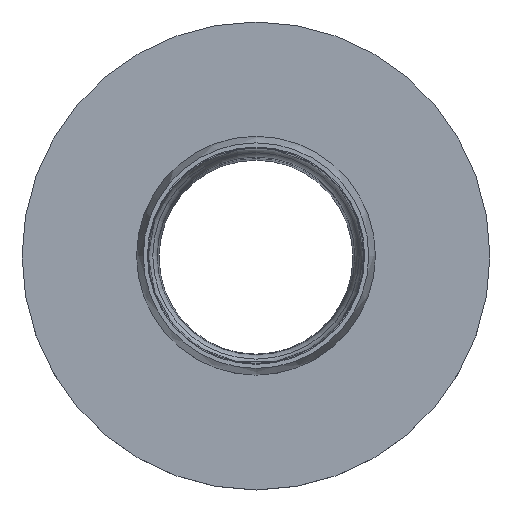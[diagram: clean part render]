
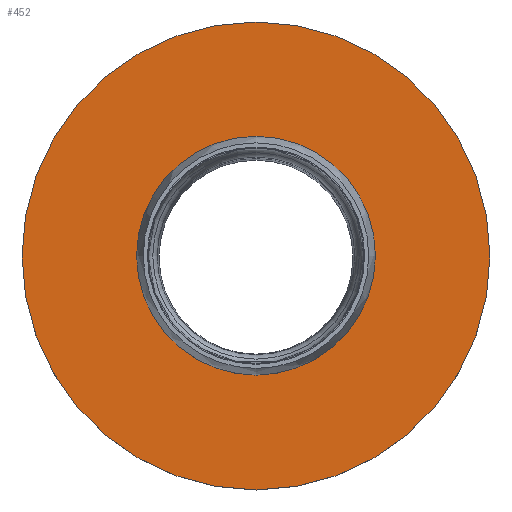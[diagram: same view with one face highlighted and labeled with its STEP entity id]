
A CAD part, top view. The second image highlights one B-rep face of the part: STEP entity #452.
In plain terms, the highlighted planar face has unit normal (0, 0, 1).
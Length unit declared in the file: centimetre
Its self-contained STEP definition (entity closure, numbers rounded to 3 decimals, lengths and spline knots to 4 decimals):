
#25=FACE_BOUND('',#108,.T.);
#31=PLANE('',#531);
#74=FACE_OUTER_BOUND('',#107,.T.);
#107=EDGE_LOOP('',(#412));
#108=EDGE_LOOP('',(#413));
#183=CIRCLE('',#526,37.5);
#186=CIRCLE('',#530,82.5);
#223=VERTEX_POINT('',#922);
#226=VERTEX_POINT('',#930);
#284=EDGE_CURVE('',#223,#223,#183,.T.);
#289=EDGE_CURVE('',#226,#226,#186,.T.);
#412=ORIENTED_EDGE('',*,*,#289,.T.);
#413=ORIENTED_EDGE('',*,*,#284,.T.);
#452=ADVANCED_FACE('',(#74,#25),#31,.T.);
#526=AXIS2_PLACEMENT_3D('',#923,#682,#683);
#530=AXIS2_PLACEMENT_3D('',#932,#692,#693);
#531=AXIS2_PLACEMENT_3D('',#933,#694,#695);
#682=DIRECTION('center_axis',(0.,0.,-1.));
#683=DIRECTION('ref_axis',(1.,0.,0.));
#692=DIRECTION('center_axis',(0.,0.,1.));
#693=DIRECTION('ref_axis',(1.,0.,0.));
#694=DIRECTION('center_axis',(0.,0.,1.));
#695=DIRECTION('ref_axis',(-1.,0.,0.));
#922=CARTESIAN_POINT('',(-37.5,0.,240.));
#923=CARTESIAN_POINT('Origin',(0.,0.,240.));
#930=CARTESIAN_POINT('',(-82.5,0.,240.));
#932=CARTESIAN_POINT('Origin',(0.,0.,240.));
#933=CARTESIAN_POINT('Origin',(0.,0.,240.));
